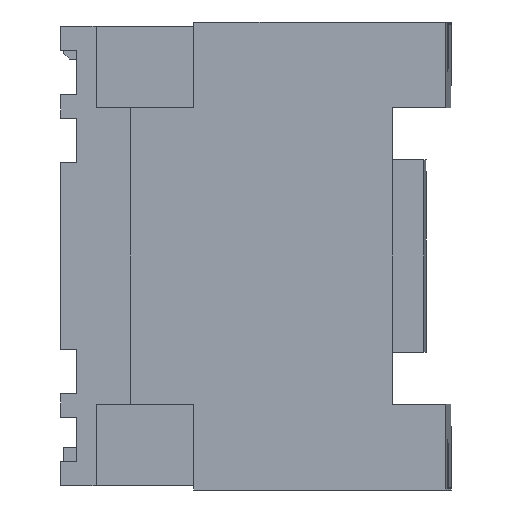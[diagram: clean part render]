
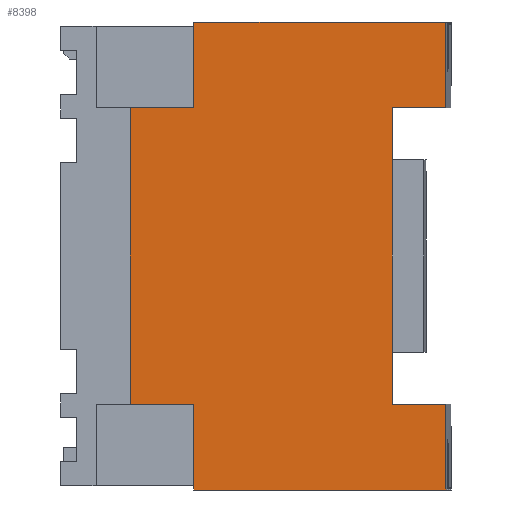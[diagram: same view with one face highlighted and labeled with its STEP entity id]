
A CAD part, left-side view. The second image highlights one B-rep face of the part: STEP entity #8398.
In plain terms, the highlighted planar face has unit normal (-1, 0, 0).
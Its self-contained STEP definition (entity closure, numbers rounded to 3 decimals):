
#2116=DIRECTION('',(0.,0.,-1.));
#2117=VECTOR('',#2116,29.);
#2118=CARTESIAN_POINT('',(-65.5,-130.,156.5));
#2119=LINE('',#2118,#2117);
#2120=DIRECTION('',(0.,-1.,0.));
#2121=VECTOR('',#2120,18.);
#2122=CARTESIAN_POINT('',(-65.5,-112.,127.5));
#2123=LINE('',#2122,#2121);
#2124=DIRECTION('',(0.,-1.,0.));
#2125=VECTOR('',#2124,18.);
#2126=CARTESIAN_POINT('',(-65.5,-112.,27.5));
#2127=LINE('',#2126,#2125);
#2128=DIRECTION('',(0.,0.,-1.));
#2129=VECTOR('',#2128,29.);
#2130=CARTESIAN_POINT('',(-65.5,-130.,27.5));
#2131=LINE('',#2130,#2129);
#2132=DIRECTION('',(0.,-1.,0.));
#2133=VECTOR('',#2132,85.);
#2134=CARTESIAN_POINT('',(-65.5,-45.,-1.5));
#2135=LINE('',#2134,#2133);
#2136=DIRECTION('',(0.,0.,1.));
#2137=VECTOR('',#2136,29.);
#2138=CARTESIAN_POINT('',(-65.5,-45.,-1.5));
#2139=LINE('',#2138,#2137);
#2140=DIRECTION('',(0.,-1.,0.));
#2141=VECTOR('',#2140,21.5);
#2142=CARTESIAN_POINT('',(-65.5,-23.5,27.5));
#2143=LINE('',#2142,#2141);
#2144=DIRECTION('',(0.,0.,1.));
#2145=VECTOR('',#2144,100.);
#2146=CARTESIAN_POINT('',(-65.5,-23.5,27.5));
#2147=LINE('',#2146,#2145);
#2148=DIRECTION('',(0.,-1.,0.));
#2149=VECTOR('',#2148,21.5);
#2150=CARTESIAN_POINT('',(-65.5,-23.5,127.5));
#2151=LINE('',#2150,#2149);
#2152=DIRECTION('',(0.,0.,1.));
#2153=VECTOR('',#2152,29.);
#2154=CARTESIAN_POINT('',(-65.5,-45.,127.5));
#2155=LINE('',#2154,#2153);
#2156=DIRECTION('',(0.,1.,0.));
#2157=VECTOR('',#2156,85.);
#2158=CARTESIAN_POINT('',(-65.5,-130.,156.5));
#2159=LINE('',#2158,#2157);
#3744=DIRECTION('',(0.,0.,1.));
#3745=VECTOR('',#3744,100.);
#3746=CARTESIAN_POINT('',(-65.5,-112.,27.5));
#3747=LINE('',#3746,#3745);
#4269=CARTESIAN_POINT('',(-65.5,-45.,27.5));
#4270=VERTEX_POINT('',#4269);
#4271=CARTESIAN_POINT('',(-65.5,-45.,127.5));
#4272=VERTEX_POINT('',#4271);
#4283=CARTESIAN_POINT('',(-65.5,-23.5,27.5));
#4284=VERTEX_POINT('',#4283);
#4285=CARTESIAN_POINT('',(-65.5,-23.5,127.5));
#4286=VERTEX_POINT('',#4285);
#4705=CARTESIAN_POINT('',(-65.5,-112.,27.5));
#4707=VERTEX_POINT('',#4705);
#4731=CARTESIAN_POINT('',(-65.5,-45.,-1.5));
#4732=VERTEX_POINT('',#4731);
#4737=CARTESIAN_POINT('',(-65.5,-130.,27.5));
#4738=CARTESIAN_POINT('',(-65.5,-130.,-1.5));
#4739=VERTEX_POINT('',#4737);
#4740=VERTEX_POINT('',#4738);
#5433=CARTESIAN_POINT('',(-65.5,-112.,127.5));
#5435=VERTEX_POINT('',#5433);
#5443=CARTESIAN_POINT('',(-65.5,-45.,156.5));
#5444=VERTEX_POINT('',#5443);
#5449=CARTESIAN_POINT('',(-65.5,-130.,156.5));
#5450=CARTESIAN_POINT('',(-65.5,-130.,127.5));
#5451=VERTEX_POINT('',#5449);
#5452=VERTEX_POINT('',#5450);
#8370=CARTESIAN_POINT('',(-65.5,0.,0.));
#8371=DIRECTION('',(1.,0.,0.));
#8372=DIRECTION('',(0.,-1.,0.));
#8373=AXIS2_PLACEMENT_3D('',#8370,#8371,#8372);
#8374=PLANE('',#8373);
#8376=ORIENTED_EDGE('',*,*,#8375,.T.);
#8378=ORIENTED_EDGE('',*,*,#8377,.F.);
#8380=ORIENTED_EDGE('',*,*,#8379,.F.);
#8382=ORIENTED_EDGE('',*,*,#8381,.T.);
#8383=ORIENTED_EDGE('',*,*,#7543,.T.);
#8384=ORIENTED_EDGE('',*,*,#6716,.F.);
#8385=ORIENTED_EDGE('',*,*,#6539,.T.);
#8387=ORIENTED_EDGE('',*,*,#8386,.F.);
#8389=ORIENTED_EDGE('',*,*,#8388,.T.);
#8391=ORIENTED_EDGE('',*,*,#8390,.T.);
#8393=ORIENTED_EDGE('',*,*,#8392,.T.);
#8395=ORIENTED_EDGE('',*,*,#8394,.F.);
#8396=EDGE_LOOP('',(#8376,#8378,#8380,#8382,#8383,#8384,#8385,#8387,#8389,#8391,
#8393,#8395));
#8397=FACE_OUTER_BOUND('',#8396,.F.);
#8398=ADVANCED_FACE('',(#8397),#8374,.F.);
#6539=EDGE_CURVE('',#4732,#4270,#2139,.T.);
#6716=EDGE_CURVE('',#4732,#4740,#2135,.T.);
#7543=EDGE_CURVE('',#4739,#4740,#2131,.T.);
#8375=EDGE_CURVE('',#5451,#5452,#2119,.T.);
#8377=EDGE_CURVE('',#5435,#5452,#2123,.T.);
#8379=EDGE_CURVE('',#4707,#5435,#3747,.T.);
#8381=EDGE_CURVE('',#4707,#4739,#2127,.T.);
#8386=EDGE_CURVE('',#4284,#4270,#2143,.T.);
#8388=EDGE_CURVE('',#4284,#4286,#2147,.T.);
#8390=EDGE_CURVE('',#4286,#4272,#2151,.T.);
#8392=EDGE_CURVE('',#4272,#5444,#2155,.T.);
#8394=EDGE_CURVE('',#5451,#5444,#2159,.T.);
